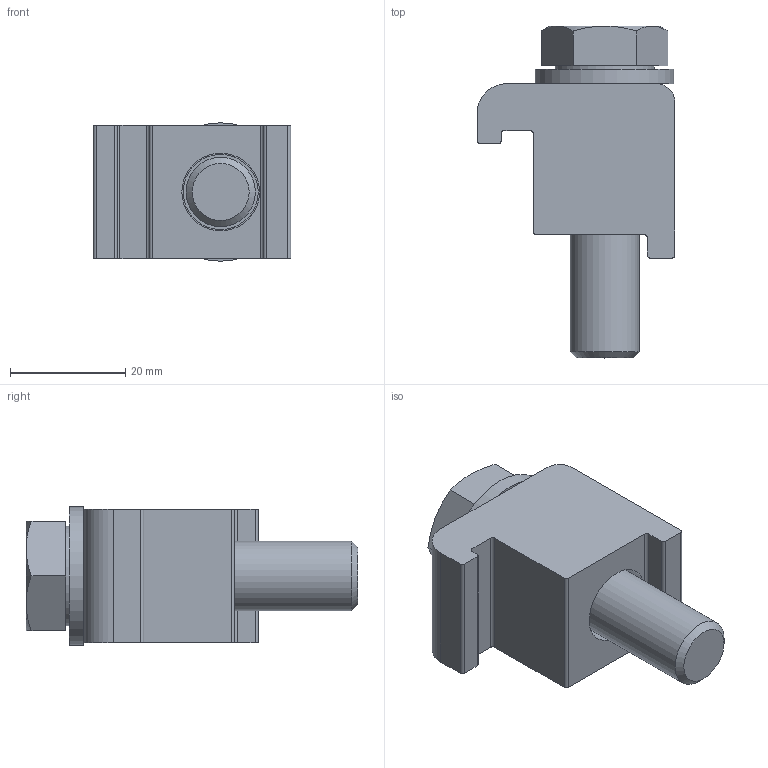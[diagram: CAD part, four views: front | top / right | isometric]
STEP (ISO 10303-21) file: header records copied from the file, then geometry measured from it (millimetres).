
FILE_DESCRIPTION(/* description */ (''),/* implementation_level */ '2;1');
FILE_NAME(/* name */ 'FL-SCC320-500LF.stp',/* time_stamp */ '2018-07-10T11:22:39+01:00',/* author */ ('paul'),/* organization */ (''),/* preprocessor_version */ 'ST-DEVELOPER v17',/* originating_system */ 'Autodesk Inventor 2019',/* authorisation */ '');
FILE_SCHEMA (('AUTOMOTIVE_DESIGN { 1 0 10303 214 3 1 1 }'));
Length unit declared in the file: millimetre
Products named in the file (4): FL-SCC320-500LF; SCC320-500 block; DIN 125 - A 13; DIN 933 - M12  x 50
Assembly tree (3 placements, depth 2):
  FL-SCC320-500LF
    SCC320-500 block
    DIN 125 - A 13
    DIN 933 - M12  x 50
Bounding box: 34.25 x 57.5 x 24 mm (x, y, z)
Volume: 22075.7 mm3; surface area: 9163.8 mm2
Topology: 3 solids, 3 shells, 48 faces, 118 edges, 78 vertices
Faces by surface type: plane 24, cylinder 16, cone 8
Full cylindrical faces by diameter (mm): 11.053 x1, 12 x1, 13 x1, 13.45 x1, 17.2 x1, 24 x1
Entity records: 1576 total; most frequent: CARTESIAN_POINT 275, DIRECTION 262, ORIENTED_EDGE 236, EDGE_CURVE 118, AXIS2_PLACEMENT_3D 101, VERTEX_POINT 78, LINE 60, VECTOR 60
